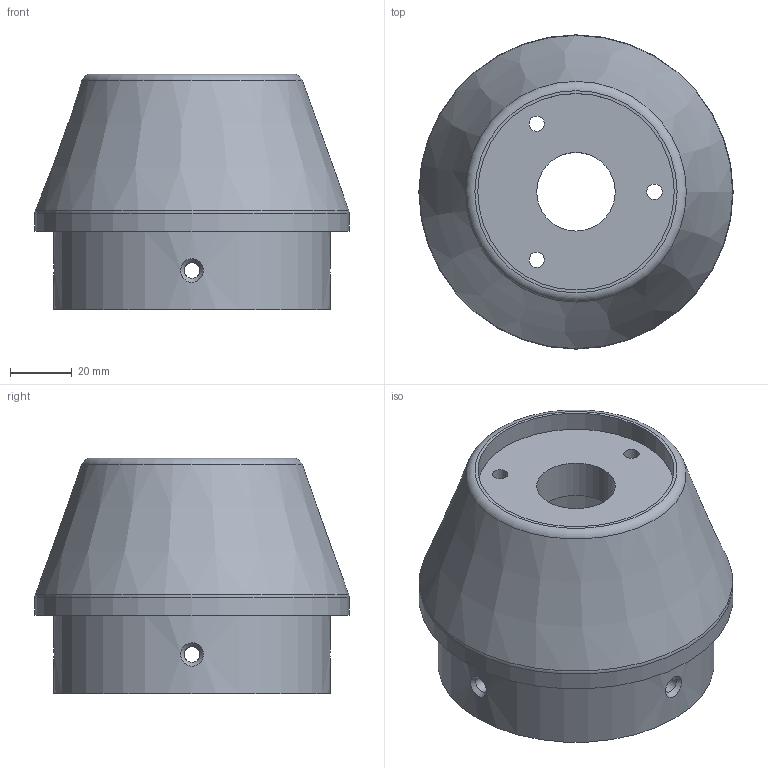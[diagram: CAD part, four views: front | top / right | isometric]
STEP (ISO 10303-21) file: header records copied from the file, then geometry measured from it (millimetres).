
FILE_DESCRIPTION(/* description */ (''),/* implementation_level */ '2;1');
FILE_NAME(/* name */ 'TOP_END_v2.2.step',/* time_stamp */ '2020-08-10T20:25:52-03:00',/* author */ (''),/* organization */ (''),/* preprocessor_version */ 'ST-DEVELOPER v18.1',/* originating_system */ 'Autodesk Translation Framework v9.3.0.1241',/* authorisation */ '');
FILE_SCHEMA (('AUTOMOTIVE_DESIGN { 1 0 10303 214 3 1 1 }'));
Length unit declared in the file: inch
Products named in the file (1): TOP END
Bounding box: 101.6 x 101.6 x 76.2 mm (x, y, z)
Volume: 261278.1 mm3; surface area: 47467.6 mm2
Topology: 1 solids, 1 shells, 24 faces, 64 edges, 43 vertices
Faces by surface type: cylinder 12, plane 5, cone 5, torus 2
Full cylindrical faces by diameter (mm): 4.978 x3, 5.105 x4, 25.4 x1, 63.5 x2, 89.535 x1, 101.6 x1
Entity records: 1097 total; most frequent: CARTESIAN_POINT 421, ORIENTED_EDGE 128, DIRECTION 125, EDGE_CURVE 64, AXIS2_PLACEMENT_3D 53, VERTEX_POINT 43, EDGE_LOOP 41, CIRCLE 28
